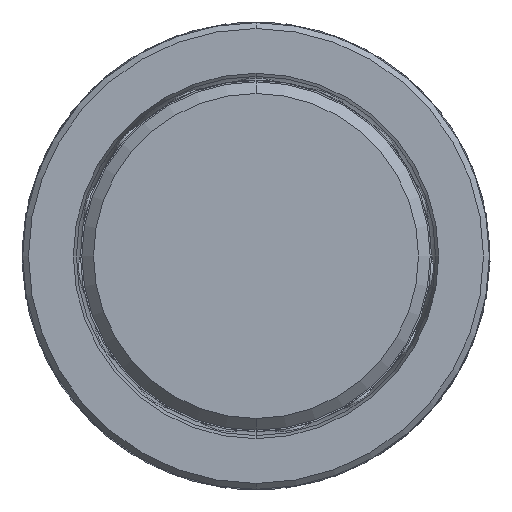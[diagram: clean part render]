
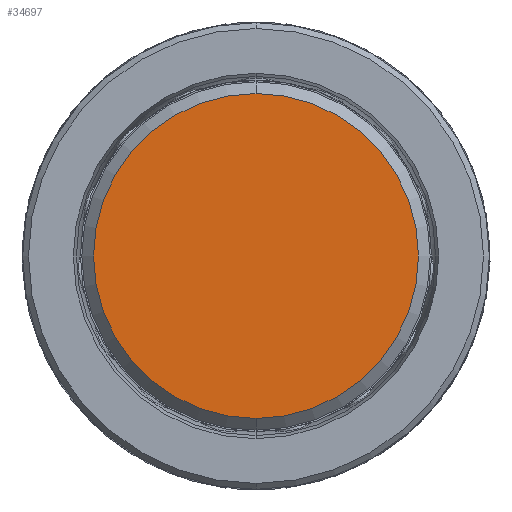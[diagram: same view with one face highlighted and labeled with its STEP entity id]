
A CAD part, front view. The second image highlights one B-rep face of the part: STEP entity #34697.
In plain terms, the highlighted planar face has unit normal (0, -1, 0).
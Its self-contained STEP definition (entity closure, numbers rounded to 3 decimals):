
#1082 = EDGE_LOOP ( 'NONE', ( #33154, #44289 ) ) ;
#3662 = VERTEX_POINT ( 'NONE', #6831 ) ;
#3918 = EDGE_CURVE ( 'NONE', #21784, #3662, #6726, .T. ) ;
#6381 = PLANE ( 'NONE',  #42942 ) ;
#6726 = CIRCLE ( 'NONE', #31406, 27.75 ) ;
#6831 = CARTESIAN_POINT ( 'NONE',  ( 0., 0., -27.75 ) ) ;
#7457 = CARTESIAN_POINT ( 'NONE',  ( 0., 0., 0. ) ) ;
#9745 = CARTESIAN_POINT ( 'NONE',  ( 0., 0., 0. ) ) ;
#10504 = CARTESIAN_POINT ( 'NONE',  ( 0., 0., 27.75 ) ) ;
#15174 = DIRECTION ( 'NONE',  ( 0., 0., 1. ) ) ;
#21784 = VERTEX_POINT ( 'NONE', #10504 ) ;
#27534 = AXIS2_PLACEMENT_3D ( 'NONE', #9745, #35002, #31531 ) ;
#28894 = CARTESIAN_POINT ( 'NONE',  ( 0., 0., 0. ) ) ;
#31406 = AXIS2_PLACEMENT_3D ( 'NONE', #28894, #32840, #15174 ) ;
#31531 = DIRECTION ( 'NONE',  ( 0., 0., 1. ) ) ;
#32706 = DIRECTION ( 'NONE',  ( 0., 1., 0. ) ) ;
#32840 = DIRECTION ( 'NONE',  ( 0., -1., 0. ) ) ;
#33154 = ORIENTED_EDGE ( 'NONE', *, *, #3918, .T. ) ;
#34100 = EDGE_CURVE ( 'NONE', #3662, #21784, #37149, .T. ) ;
#34697 = ADVANCED_FACE ( 'NONE', ( #37741 ), #6381, .F. ) ;
#35002 = DIRECTION ( 'NONE',  ( 0., -1., 0. ) ) ;
#37149 = CIRCLE ( 'NONE', #27534, 27.75 ) ;
#37741 = FACE_OUTER_BOUND ( 'NONE', #1082, .T. ) ;
#39518 = DIRECTION ( 'NONE',  ( 0., 0., 1. ) ) ;
#42942 = AXIS2_PLACEMENT_3D ( 'NONE', #7457, #32706, #39518 ) ;
#44289 = ORIENTED_EDGE ( 'NONE', *, *, #34100, .T. ) ;
